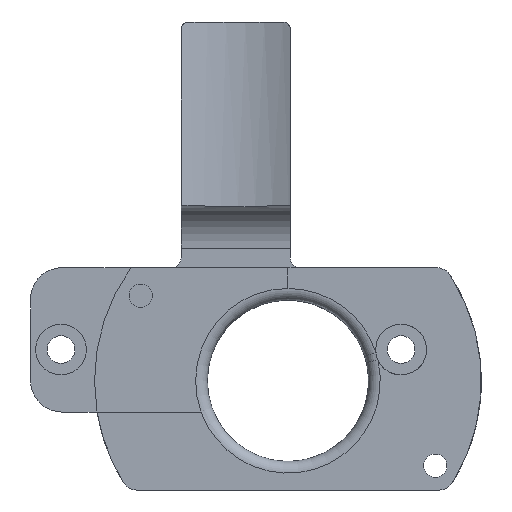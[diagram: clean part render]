
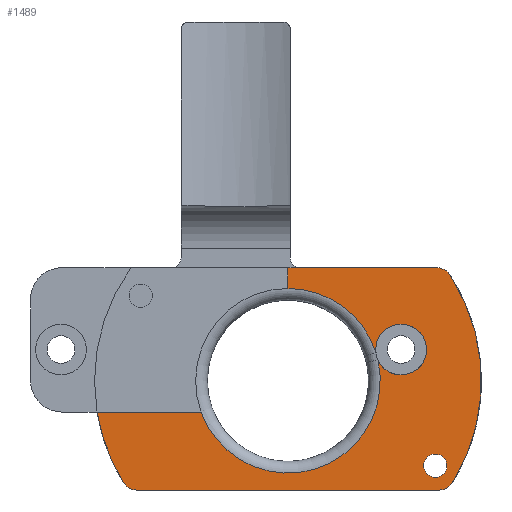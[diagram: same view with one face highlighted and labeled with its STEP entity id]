
A CAD part, front view. The second image highlights one B-rep face of the part: STEP entity #1489.
In plain terms, the highlighted planar face has unit normal (0, -1, 0).
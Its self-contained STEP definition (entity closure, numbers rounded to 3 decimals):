
#21=FACE_BOUND('',#189,.T.);
#43=PLANE('',#1615);
#100=FACE_OUTER_BOUND('',#188,.T.);
#188=EDGE_LOOP('',(#1122,#1123,#1124,#1125,#1126,#1127,#1128,#1129,#1130,
#1131,#1132,#1133,#1134,#1135));
#189=EDGE_LOOP('',(#1136));
#290=CIRCLE('',#1616,11.836);
#291=CIRCLE('',#1617,3.25);
#292=CIRCLE('',#1618,3.25);
#293=CIRCLE('',#1619,11.836);
#294=CIRCLE('',#1620,24.8);
#295=CIRCLE('',#1621,2.);
#296=CIRCLE('',#1622,2.);
#297=CIRCLE('',#1623,24.8);
#298=CIRCLE('',#1624,2.);
#299=CIRCLE('',#1625,1.5);
#405=LINE('',#2464,#533);
#406=LINE('',#2466,#534);
#407=LINE('',#2468,#535);
#408=LINE('',#2478,#536);
#409=LINE('',#2484,#537);
#533=VECTOR('',#1894,1.);
#534=VECTOR('',#1895,1.);
#535=VECTOR('',#1896,1.);
#536=VECTOR('',#1905,1.);
#537=VECTOR('',#1910,1.);
#671=VERTEX_POINT('',#2389);
#690=VERTEX_POINT('',#2463);
#691=VERTEX_POINT('',#2465);
#692=VERTEX_POINT('',#2467);
#693=VERTEX_POINT('',#2469);
#694=VERTEX_POINT('',#2471);
#695=VERTEX_POINT('',#2473);
#696=VERTEX_POINT('',#2475);
#697=VERTEX_POINT('',#2477);
#698=VERTEX_POINT('',#2479);
#699=VERTEX_POINT('',#2481);
#700=VERTEX_POINT('',#2483);
#701=VERTEX_POINT('',#2485);
#702=VERTEX_POINT('',#2487);
#703=VERTEX_POINT('',#2490);
#858=EDGE_CURVE('',#690,#671,#405,.T.);
#859=EDGE_CURVE('',#671,#691,#406,.T.);
#860=EDGE_CURVE('',#691,#692,#407,.T.);
#861=EDGE_CURVE('',#692,#693,#290,.T.);
#862=EDGE_CURVE('',#694,#693,#291,.T.);
#863=EDGE_CURVE('',#695,#694,#292,.T.);
#864=EDGE_CURVE('',#695,#696,#293,.T.);
#865=EDGE_CURVE('',#696,#697,#408,.T.);
#866=EDGE_CURVE('',#697,#698,#294,.T.);
#867=EDGE_CURVE('',#698,#699,#295,.T.);
#868=EDGE_CURVE('',#700,#699,#409,.T.);
#869=EDGE_CURVE('',#700,#701,#296,.T.);
#870=EDGE_CURVE('',#701,#702,#297,.T.);
#871=EDGE_CURVE('',#690,#702,#298,.T.);
#872=EDGE_CURVE('',#703,#703,#299,.T.);
#1122=ORIENTED_EDGE('',*,*,#858,.T.);
#1123=ORIENTED_EDGE('',*,*,#859,.T.);
#1124=ORIENTED_EDGE('',*,*,#860,.T.);
#1125=ORIENTED_EDGE('',*,*,#861,.T.);
#1126=ORIENTED_EDGE('',*,*,#862,.F.);
#1127=ORIENTED_EDGE('',*,*,#863,.F.);
#1128=ORIENTED_EDGE('',*,*,#864,.T.);
#1129=ORIENTED_EDGE('',*,*,#865,.T.);
#1130=ORIENTED_EDGE('',*,*,#866,.T.);
#1131=ORIENTED_EDGE('',*,*,#867,.T.);
#1132=ORIENTED_EDGE('',*,*,#868,.F.);
#1133=ORIENTED_EDGE('',*,*,#869,.T.);
#1134=ORIENTED_EDGE('',*,*,#870,.T.);
#1135=ORIENTED_EDGE('',*,*,#871,.F.);
#1136=ORIENTED_EDGE('',*,*,#872,.F.);
#1489=ADVANCED_FACE('',(#100,#21),#43,.F.);
#1615=AXIS2_PLACEMENT_3D('',#2462,#1892,#1893);
#1616=AXIS2_PLACEMENT_3D('',#2470,#1897,#1898);
#1617=AXIS2_PLACEMENT_3D('',#2472,#1899,#1900);
#1618=AXIS2_PLACEMENT_3D('',#2474,#1901,#1902);
#1619=AXIS2_PLACEMENT_3D('',#2476,#1903,#1904);
#1620=AXIS2_PLACEMENT_3D('',#2480,#1906,#1907);
#1621=AXIS2_PLACEMENT_3D('',#2482,#1908,#1909);
#1622=AXIS2_PLACEMENT_3D('',#2486,#1911,#1912);
#1623=AXIS2_PLACEMENT_3D('',#2488,#1913,#1914);
#1624=AXIS2_PLACEMENT_3D('',#2489,#1915,#1916);
#1625=AXIS2_PLACEMENT_3D('',#2491,#1917,#1918);
#1892=DIRECTION('center_axis',(0.,1.,0.));
#1893=DIRECTION('ref_axis',(0.,0.,1.));
#1894=DIRECTION('',(-1.,0.,0.));
#1895=DIRECTION('',(-1.,0.,0.));
#1896=DIRECTION('',(0.,0.,-1.));
#1897=DIRECTION('center_axis',(0.,1.,0.));
#1898=DIRECTION('ref_axis',(0.,0.,1.));
#1899=DIRECTION('center_axis',(0.,-1.,0.));
#1900=DIRECTION('ref_axis',(1.,0.,0.));
#1901=DIRECTION('center_axis',(0.,-1.,0.));
#1902=DIRECTION('ref_axis',(1.,0.,0.));
#1903=DIRECTION('center_axis',(0.,1.,0.));
#1904=DIRECTION('ref_axis',(1.,0.,0.));
#1905=DIRECTION('',(-1.,0.,0.));
#1906=DIRECTION('center_axis',(0.,-1.,0.));
#1907=DIRECTION('ref_axis',(1.,0.,0.));
#1908=DIRECTION('center_axis',(0.,-1.,0.));
#1909=DIRECTION('ref_axis',(0.,0.,1.));
#1910=DIRECTION('',(-1.,0.,0.));
#1911=DIRECTION('center_axis',(0.,-1.,0.));
#1912=DIRECTION('ref_axis',(0.,0.,1.));
#1913=DIRECTION('center_axis',(0.,-1.,0.));
#1914=DIRECTION('ref_axis',(1.,0.,0.));
#1915=DIRECTION('center_axis',(0.,1.,0.));
#1916=DIRECTION('ref_axis',(0.,0.,1.));
#1917=DIRECTION('center_axis',(0.,-1.,0.));
#1918=DIRECTION('ref_axis',(1.,0.,0.));
#2389=CARTESIAN_POINT('',(1.55,-21.5,14.5));
#2462=CARTESIAN_POINT('Origin',(0.,-21.5,0.));
#2463=CARTESIAN_POINT('',(19.068,-21.5,14.5));
#2464=CARTESIAN_POINT('',(25.,-21.5,14.5));
#2465=CARTESIAN_POINT('',(0.,-21.5,14.5));
#2466=CARTESIAN_POINT('',(25.,-21.5,14.5));
#2467=CARTESIAN_POINT('',(0.,-21.5,11.836));
#2468=CARTESIAN_POINT('',(0.,-21.5,14.5));
#2469=CARTESIAN_POINT('',(11.274,-21.5,3.603));
#2470=CARTESIAN_POINT('Origin',(0.,-21.5,0.));
#2471=CARTESIAN_POINT('',(11.25,-21.5,4.));
#2472=CARTESIAN_POINT('Origin',(14.5,-21.5,4.));
#2473=CARTESIAN_POINT('',(11.527,-21.5,2.687));
#2474=CARTESIAN_POINT('Origin',(14.5,-21.5,4.));
#2475=CARTESIAN_POINT('',(-11.14,-21.5,-4.));
#2476=CARTESIAN_POINT('Origin',(0.,-21.5,0.));
#2477=CARTESIAN_POINT('',(-24.475,-21.5,-4.));
#2478=CARTESIAN_POINT('',(0.,-21.5,-4.));
#2479=CARTESIAN_POINT('',(-21.087,-21.5,-13.053));
#2480=CARTESIAN_POINT('Origin',(0.,-21.5,0.));
#2481=CARTESIAN_POINT('',(-19.387,-21.5,-14.));
#2482=CARTESIAN_POINT('Origin',(-19.387,-21.5,-12.));
#2483=CARTESIAN_POINT('',(19.387,-21.5,-14.));
#2484=CARTESIAN_POINT('',(25.,-21.5,-14.));
#2485=CARTESIAN_POINT('',(21.087,-21.5,-13.053));
#2486=CARTESIAN_POINT('Origin',(19.387,-21.5,-12.));
#2487=CARTESIAN_POINT('',(20.741,-21.5,13.596));
#2488=CARTESIAN_POINT('Origin',(0.,-21.5,0.));
#2489=CARTESIAN_POINT('Origin',(19.068,-21.5,12.5));
#2490=CARTESIAN_POINT('',(17.379,-21.5,-10.9));
#2491=CARTESIAN_POINT('Origin',(18.879,-21.5,-10.9));
